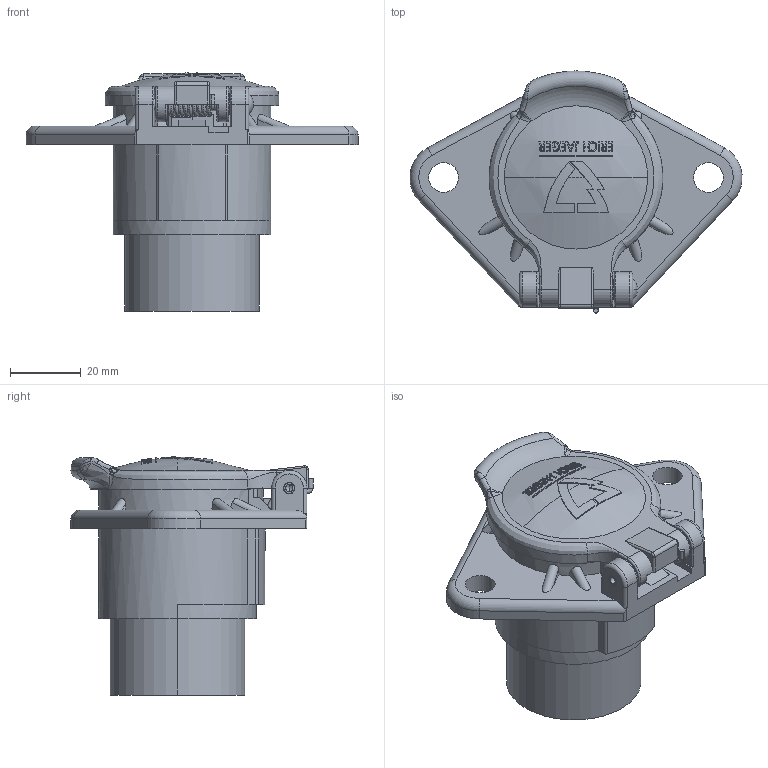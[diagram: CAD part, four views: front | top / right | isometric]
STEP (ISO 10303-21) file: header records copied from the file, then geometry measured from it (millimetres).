
FILE_DESCRIPTION((''),'2;1');
FILE_NAME('111001_SW0001','2020-12-03T16:25:23',('teru'),(''),'CREO PARAMETRIC BY PTC INC, 2017380','CREO PARAMETRIC BY PTC INC, 2017380','');
FILE_SCHEMA(('CONFIG_CONTROL_DESIGN'));
Length unit declared in the file: millimetre
Products named in the file (1): 111001_SW0001
Bounding box: 93.54 x 68.21 x 67.07 mm (x, y, z)
Volume: 93742.1 mm3; surface area: 25972 mm2
Topology: 1 solids, 1 shells, 959 faces, 2569 edges, 1663 vertices
Faces by surface type: plane 578, cylinder 183, extrusion 68, bspline 43, cone 32, torus 25, sphere 25, revolution 5
Entity records: 37805 total; most frequent: CARTESIAN_POINT 14097, ORIENTED_EDGE 5122, DIRECTION 4588, EDGE_CURVE 2561, VERTEX_POINT 1662, VECTOR 1643, LINE 1575, AXIS2_PLACEMENT_3D 1470
